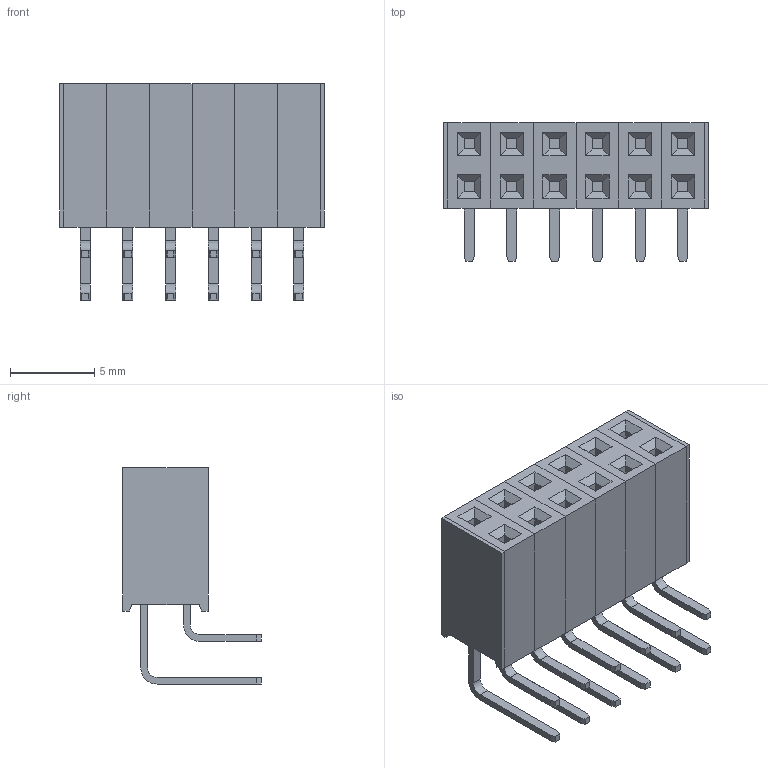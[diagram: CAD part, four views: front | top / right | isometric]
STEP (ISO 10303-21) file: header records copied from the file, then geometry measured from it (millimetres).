
FILE_DESCRIPTION (( 'STEP AP214' ), '1' );
FILE_NAME ('PPPC061LGBN-RC.STEP', '2024-11-27T18:42:13', ( '' ), ( '' ), 'SwSTEP 2.0', 'SolidWorks 2021', '' );
FILE_SCHEMA (( 'AUTOMOTIVE_DESIGN' ));
Length unit declared in the file: millimetre
Products named in the file (3): PPPC061LGBN-RC; PPPC022LJBN-RC_C06; Pin - Gold
Assembly tree (7 placements, depth 2):
  PPPC061LGBN-RC
    PPPC022LJBN-RC_C06
    Pin - Gold  x6
Bounding box: 15.74 x 8.23 x 12.84 mm (x, y, z)
Volume: 671 mm3; surface area: 1345.4 mm2
Topology: 20 solids, 20 shells, 332 faces, 792 edges, 512 vertices
Faces by surface type: plane 308, cylinder 24
Entity records: 6062 total; most frequent: CARTESIAN_POINT 1026, ORIENTED_EDGE 984, DIRECTION 944, EDGE_CURVE 492, VECTOR 484, LINE 484, VERTEX_POINT 312, AXIS2_PLACEMENT_3D 230
